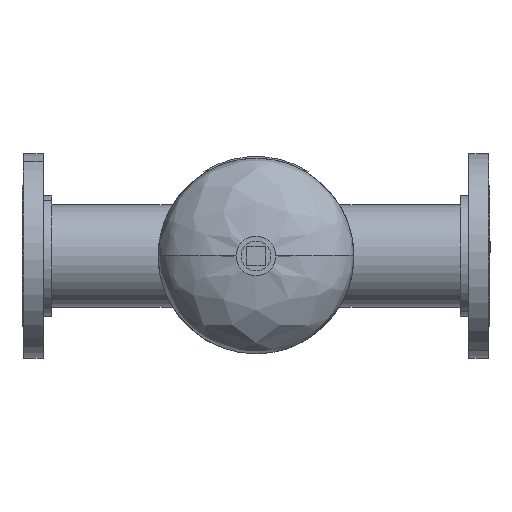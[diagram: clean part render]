
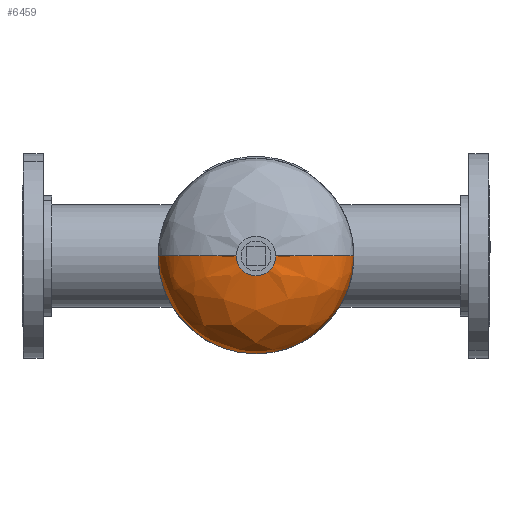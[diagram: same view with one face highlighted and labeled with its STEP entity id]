
A CAD part, front view. The second image highlights one B-rep face of the part: STEP entity #6459.
In plain terms, the highlighted free-form (B-spline) face has degree [3, 3] with [4, 4] control points.
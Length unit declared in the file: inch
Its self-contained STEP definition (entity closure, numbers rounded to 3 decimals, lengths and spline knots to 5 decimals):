
#39 =( BOUNDED_CURVE ( )  B_SPLINE_CURVE ( 3, ( #3612, #3642, #5616, #4173 ),
 .UNSPECIFIED., .F., .T. ) 
 B_SPLINE_CURVE_WITH_KNOTS ( ( 4, 4 ),
 ( 0., 1.46189 ),
 .UNSPECIFIED. ) 
 CURVE ( )  GEOMETRIC_REPRESENTATION_ITEM ( )  RATIONAL_B_SPLINE_CURVE ( ( 1., 0.83, 0.83, 1. ) ) 
 REPRESENTATION_ITEM ( '' )  );
#58 = CARTESIAN_POINT ( 'NONE',  ( -0.46875, 3.98627, 0. ) ) ;
#466 = DIRECTION ( 'NONE',  ( 1., 0., 0. ) ) ;
#547 = DIRECTION ( 'NONE',  ( 1., 0., 0. ) ) ;
#582 = CARTESIAN_POINT ( 'NONE',  ( -0.46875, 3.98627, -0.9375 ) ) ;
#681 = CARTESIAN_POINT ( 'NONE',  ( -4.3125, 2.92572, -8.625 ) ) ;
#775 = VERTEX_POINT ( 'NONE', #4759 ) ;
#950 = CARTESIAN_POINT ( 'NONE',  ( -4.3125, 1.68275, 0. ) ) ;
#964 = EDGE_CURVE ( 'NONE', #775, #5876, #4103, .T. ) ;
#967 = CARTESIAN_POINT ( 'NONE',  ( 0., 3.98627, 0. ) ) ;
#1188 = DIRECTION ( 'NONE',  ( 0., 1., 0. ) ) ;
#1336 = ORIENTED_EDGE ( 'NONE', *, *, #5707, .F. ) ;
#1484 = DIRECTION ( 'NONE',  ( 0., 1., 0. ) ) ;
#2066 = CARTESIAN_POINT ( 'NONE',  ( -4.3125, 1.68275, 0. ) ) ;
#2092 = AXIS2_PLACEMENT_3D ( 'NONE', #5072, #5532, #547 ) ;
#2105 = VERTEX_POINT ( 'NONE', #2790 ) ;
#2140 = CARTESIAN_POINT ( 'NONE',  ( 2.76826, 3.85117, 0. ) ) ;
#2170 = CARTESIAN_POINT ( 'NONE',  ( 4.3125, 2.92572, -8.625 ) ) ;
#2295 = CIRCLE ( 'NONE', #5958, 0.46875 ) ;
#2510 = AXIS2_PLACEMENT_3D ( 'NONE', #967, #1484, #466 ) ;
#2593 = CARTESIAN_POINT ( 'NONE',  ( 0.46875, 3.98627, 0. ) ) ;
#2637 = CARTESIAN_POINT ( 'NONE',  ( 2.76826, 3.85117, -5.53652 ) ) ;
#2704 = CARTESIAN_POINT ( 'NONE',  ( 0., 3.98627, 0. ) ) ;
#2790 = CARTESIAN_POINT ( 'NONE',  ( -0.46875, 3.98627, 0. ) ) ;
#2859 = EDGE_CURVE ( 'NONE', #775, #2105, #3459, .T. ) ;
#2885 = EDGE_LOOP ( 'NONE', ( #3003, #5617, #1336, #4405, #6317 ) ) ;
#3003 = ORIENTED_EDGE ( 'NONE', *, *, #964, .F. ) ;
#3013 = CARTESIAN_POINT ( 'NONE',  ( -4.3125, 2.92572, 0. ) ) ;
#3094 = CARTESIAN_POINT ( 'NONE',  ( -2.76826, 3.85117, -5.53652 ) ) ;
#3134 = CIRCLE ( 'NONE', #2510, 0.46875 ) ;
#3164 = CARTESIAN_POINT ( 'NONE',  ( 4.3125, 2.92572, 0. ) ) ;
#3459 =( BOUNDED_CURVE ( )  B_SPLINE_CURVE ( 3, ( #950, #3013, #5945, #6476 ),
 .UNSPECIFIED., .F., .T. ) 
 B_SPLINE_CURVE_WITH_KNOTS ( ( 4, 4 ),
 ( 0., 1.46189 ),
 .UNSPECIFIED. ) 
 CURVE ( )  GEOMETRIC_REPRESENTATION_ITEM ( )  RATIONAL_B_SPLINE_CURVE ( ( 1., 0.83, 0.83, 1. ) ) 
 REPRESENTATION_ITEM ( '' )  );
#3540 = VERTEX_POINT ( 'NONE', #5112 ) ;
#3600 = CARTESIAN_POINT ( 'NONE',  ( 4.3125, 1.68275, -8.625 ) ) ;
#3612 = CARTESIAN_POINT ( 'NONE',  ( 4.3125, 1.68275, 0. ) ) ;
#3642 = CARTESIAN_POINT ( 'NONE',  ( 4.3125, 2.92572, 0. ) ) ;
#3698 = CARTESIAN_POINT ( 'NONE',  ( -2.76826, 3.85117, 0. ) ) ;
#3728 = CARTESIAN_POINT ( 'NONE',  ( -4.3125, 1.68275, -8.625 ) ) ;
#4103 = CIRCLE ( 'NONE', #2092, 4.3125 ) ;
#4162 = CARTESIAN_POINT ( 'NONE',  ( 4.3125, 1.68275, 0. ) ) ;
#4173 = CARTESIAN_POINT ( 'NONE',  ( 0.46875, 3.98627, 0. ) ) ;
#4199 = CARTESIAN_POINT ( 'NONE',  ( 0.46875, 3.98627, 0. ) ) ;
#4240 = DIRECTION ( 'NONE',  ( 1., 0., 0. ) ) ;
#4346 = EDGE_CURVE ( 'NONE', #5876, #5812, #39, .T. ) ;
#4405 = ORIENTED_EDGE ( 'NONE', *, *, #4959, .F. ) ;
#4557 =( BOUNDED_SURFACE ( )  B_SPLINE_SURFACE ( 3, 3, ( 
 ( #2066, #3728, #3600, #4162 ),
 ( #6146, #681, #2170, #3164 ),
 ( #3698, #3094, #2637, #2140 ),
 ( #58, #582, #6177, #2593 ) ),
 .UNSPECIFIED., .F., .F., .T. ) 
 B_SPLINE_SURFACE_WITH_KNOTS ( ( 4, 4 ),
 ( 4, 4 ),
 ( 0., 1. ),
 ( 0., 1. ),
 .UNSPECIFIED. ) 
 GEOMETRIC_REPRESENTATION_ITEM ( )  RATIONAL_B_SPLINE_SURFACE ( (
 ( 1., 0.333, 0.333, 1.),
 ( 0.83, 0.277, 0.277, 0.83),
 ( 0.83, 0.277, 0.277, 0.83),
 ( 1., 0.333, 0.333, 1.) ) ) 
 REPRESENTATION_ITEM ( '' )  SURFACE ( )  );
#4759 = CARTESIAN_POINT ( 'NONE',  ( -4.3125, 1.68275, 0. ) ) ;
#4959 = EDGE_CURVE ( 'NONE', #5812, #3540, #2295, .T. ) ;
#5072 = CARTESIAN_POINT ( 'NONE',  ( 0., 1.68275, 0. ) ) ;
#5104 = FACE_OUTER_BOUND ( 'NONE', #2885, .T. ) ;
#5112 = CARTESIAN_POINT ( 'NONE',  ( 0., 3.98627, -0.46875 ) ) ;
#5532 = DIRECTION ( 'NONE',  ( 0., -1., 0. ) ) ;
#5616 = CARTESIAN_POINT ( 'NONE',  ( 2.76826, 3.85117, 0. ) ) ;
#5617 = ORIENTED_EDGE ( 'NONE', *, *, #2859, .T. ) ;
#5707 = EDGE_CURVE ( 'NONE', #3540, #2105, #3134, .T. ) ;
#5767 = CARTESIAN_POINT ( 'NONE',  ( 4.3125, 1.68275, 0. ) ) ;
#5812 = VERTEX_POINT ( 'NONE', #4199 ) ;
#5876 = VERTEX_POINT ( 'NONE', #5767 ) ;
#5945 = CARTESIAN_POINT ( 'NONE',  ( -2.76826, 3.85117, 0. ) ) ;
#5958 = AXIS2_PLACEMENT_3D ( 'NONE', #2704, #1188, #4240 ) ;
#6146 = CARTESIAN_POINT ( 'NONE',  ( -4.3125, 2.92572, 0. ) ) ;
#6177 = CARTESIAN_POINT ( 'NONE',  ( 0.46875, 3.98627, -0.9375 ) ) ;
#6317 = ORIENTED_EDGE ( 'NONE', *, *, #4346, .F. ) ;
#6459 = ADVANCED_FACE ( 'NONE', ( #5104 ), #4557, .T. ) ;
#6476 = CARTESIAN_POINT ( 'NONE',  ( -0.46875, 3.98627, 0. ) ) ;
